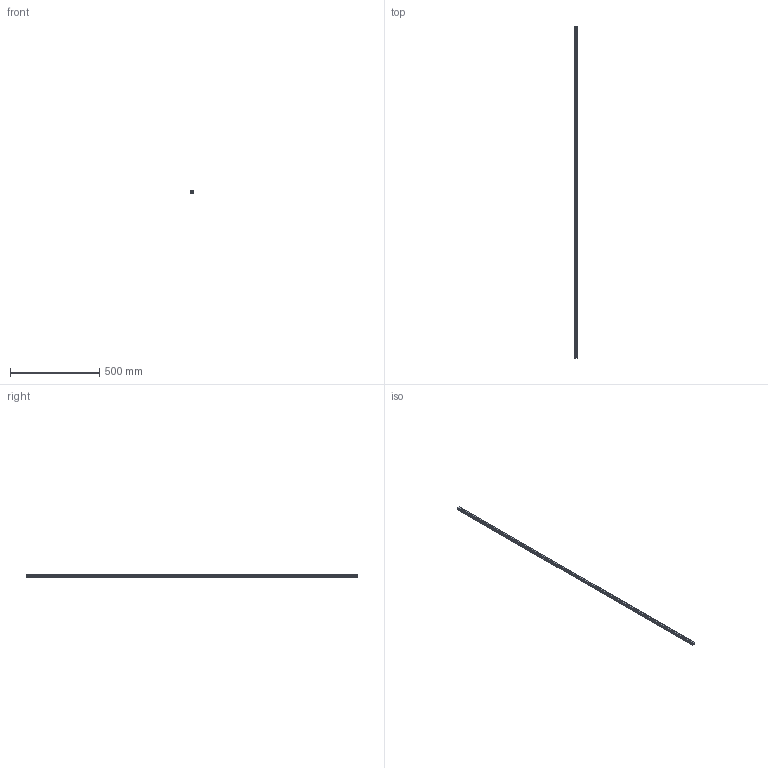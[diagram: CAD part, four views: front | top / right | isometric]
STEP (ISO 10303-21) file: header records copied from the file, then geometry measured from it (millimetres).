
FILE_DESCRIPTION(('STEP AP214'),'1');
FILE_NAME('cctmp_2FD26D68-9E20-4FD1-9185-8CA3ACEA52F9_2020_4_23_10_48_49_856..stp','2020-04-23T08:48:50',('HIWIN GmbH'),('CADClick - www.CADClick.com'),'Spatial InterOp 3D',' ','unknown authorization');
FILE_SCHEMA(('AUTOMOTIVE_DESIGN'));
Length unit declared in the file: millimetre
Products named in the file (1): HGR15R1860H_FILE
Bounding box: 15 x 1860 x 15 mm (x, y, z)
Volume: 341741.9 mm3; surface area: 123968.5 mm2
Topology: 1 solids, 1 shells, 394 faces, 885 edges, 590 vertices
Faces by surface type: cylinder 212, plane 182
Entity records: 14329 total; most frequent: DIRECTION 2099, CARTESIAN_POINT 1870, ORIENTED_EDGE 1770, EDGE_CURVE 885, AXIS2_PLACEMENT_3D 819, VERTEX_POINT 590, EDGE_LOOP 491, LINE 461
